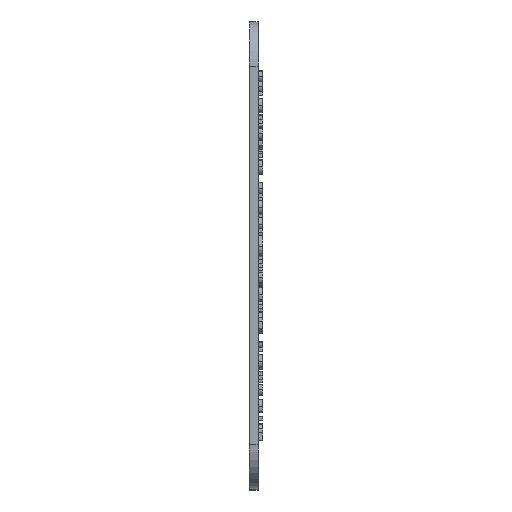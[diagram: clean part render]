
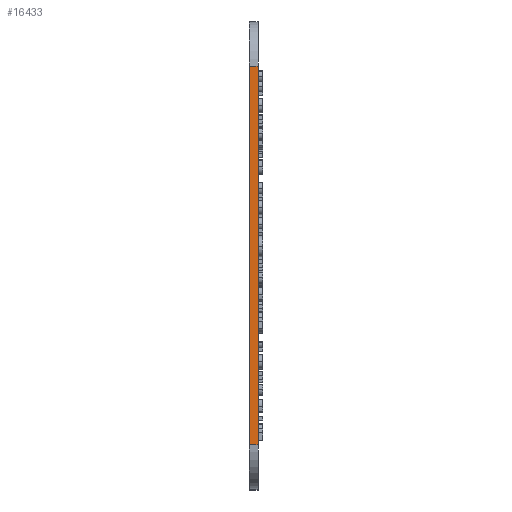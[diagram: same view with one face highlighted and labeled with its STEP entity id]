
A CAD part, top view. The second image highlights one B-rep face of the part: STEP entity #16433.
In plain terms, the highlighted planar face has unit normal (0, 0, 1).
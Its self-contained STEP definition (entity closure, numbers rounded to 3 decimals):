
#1399 = VECTOR ( 'NONE', #13048, 1000. ) ;
#2010 = CARTESIAN_POINT ( 'NONE',  ( 26.35, 0., 5. ) ) ;
#2547 = CARTESIAN_POINT ( 'NONE',  ( 26.35, 5., 5. ) ) ;
#4421 = VECTOR ( 'NONE', #19254, 1000. ) ;
#4563 = CARTESIAN_POINT ( 'NONE',  ( 26.35, 0., 5. ) ) ;
#4644 = EDGE_CURVE ( 'NONE', #14900, #6292, #11265, .T. ) ;
#5345 = VERTEX_POINT ( 'NONE', #19785 ) ;
#5391 = ORIENTED_EDGE ( 'NONE', *, *, #10662, .F. ) ;
#6292 = VERTEX_POINT ( 'NONE', #2547 ) ;
#6492 = EDGE_LOOP ( 'NONE', ( #13821, #5391, #19894, #19110 ) ) ;
#6708 = DIRECTION ( 'NONE',  ( 0., 0., -1. ) ) ;
#7192 = DIRECTION ( 'NONE',  ( -1., 0., 0. ) ) ;
#7639 = LINE ( 'NONE', #23449, #23349 ) ;
#8476 = FACE_OUTER_BOUND ( 'NONE', #6492, .T. ) ;
#9700 = VERTEX_POINT ( 'NONE', #15925 ) ;
#10662 = EDGE_CURVE ( 'NONE', #6292, #9700, #17709, .T. ) ;
#11265 = LINE ( 'NONE', #2010, #1399 ) ;
#11925 = PLANE ( 'NONE',  #21568 ) ;
#12223 = EDGE_CURVE ( 'NONE', #5345, #9700, #15912, .T. ) ;
#12337 = CARTESIAN_POINT ( 'NONE',  ( 24.35, 0., 5. ) ) ;
#13048 = DIRECTION ( 'NONE',  ( 0., -1., 0. ) ) ;
#13821 = ORIENTED_EDGE ( 'NONE', *, *, #12223, .T. ) ;
#14157 = VECTOR ( 'NONE', #23024, 1000. ) ;
#14900 = VERTEX_POINT ( 'NONE', #19492 ) ;
#15808 = CARTESIAN_POINT ( 'NONE',  ( 26.35, 5., 5. ) ) ;
#15912 = LINE ( 'NONE', #12337, #14157 ) ;
#15925 = CARTESIAN_POINT ( 'NONE',  ( 24.35, 5., 5. ) ) ;
#16433 = ADVANCED_FACE ( 'NONE', ( #8476 ), #11925, .F. ) ;
#17709 = LINE ( 'NONE', #15808, #4421 ) ;
#19110 = ORIENTED_EDGE ( 'NONE', *, *, #20177, .T. ) ;
#19254 = DIRECTION ( 'NONE',  ( -1., 0., 0. ) ) ;
#19492 = CARTESIAN_POINT ( 'NONE',  ( 26.35, 90., 5. ) ) ;
#19518 = DIRECTION ( 'NONE',  ( 0., 1., 0. ) ) ;
#19785 = CARTESIAN_POINT ( 'NONE',  ( 24.35, 90., 5. ) ) ;
#19894 = ORIENTED_EDGE ( 'NONE', *, *, #4644, .F. ) ;
#20177 = EDGE_CURVE ( 'NONE', #14900, #5345, #7639, .T. ) ;
#21568 = AXIS2_PLACEMENT_3D ( 'NONE', #4563, #6708, #19518 ) ;
#23024 = DIRECTION ( 'NONE',  ( 0., -1., 0. ) ) ;
#23349 = VECTOR ( 'NONE', #7192, 1000. ) ;
#23449 = CARTESIAN_POINT ( 'NONE',  ( 26.35, 90., 5. ) ) ;
